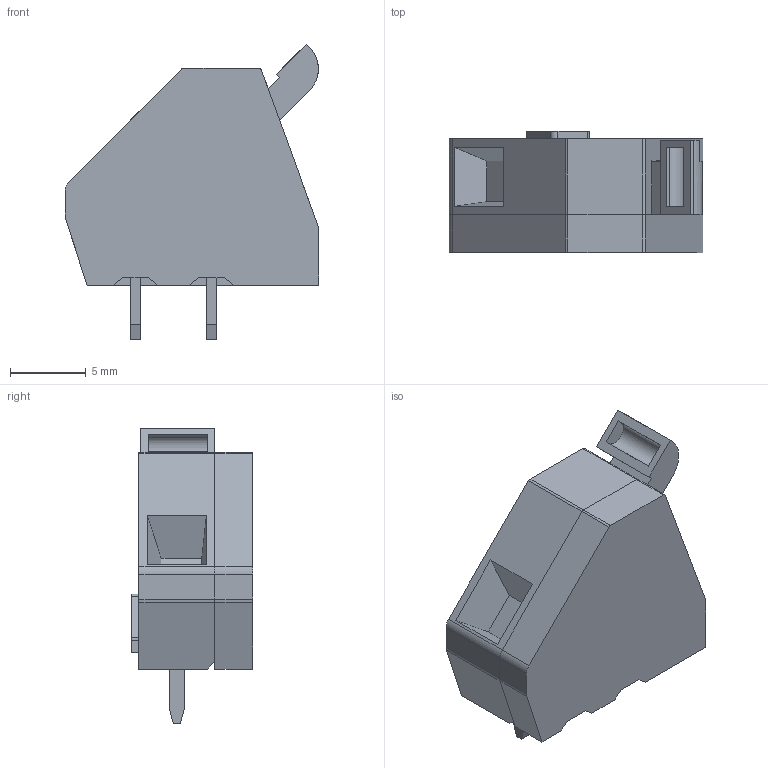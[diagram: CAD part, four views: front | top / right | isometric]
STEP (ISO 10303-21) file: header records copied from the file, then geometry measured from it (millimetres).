
FILE_DESCRIPTION(('STEP AP214'),'1');
FILE_NAME('MG101-5-P.stp','2019-05-15T10:43:36',(' '),(' '),'Spatial InterOp 3D',' ',' ');
FILE_SCHEMA(('automotive_design'));
Length unit declared in the file: metre
Products named in the file (6): 1; 2; 3; 4; 5; 6
Bounding box: 16.75 x 8 x 19.49 mm (x, y, z)
Volume: 1321.3 mm3; surface area: 1476.3 mm2
Topology: 6 solids, 6 shells, 161 faces, 412 edges, 269 vertices
Faces by surface type: plane 108, cylinder 21, torus 19, cone 13
Entity records: 6092 total; most frequent: CARTESIAN_POINT 932, DIRECTION 772, ORIENTED_EDGE 740, EDGE_CURVE 370, LINE 286, VECTOR 286, VERTEX_POINT 259, AXIS2_PLACEMENT_3D 243
